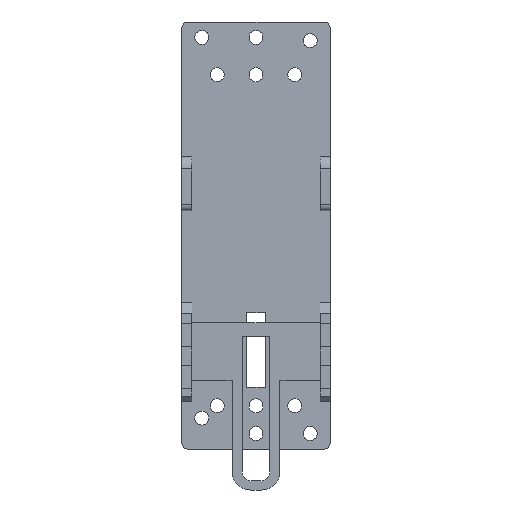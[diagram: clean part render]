
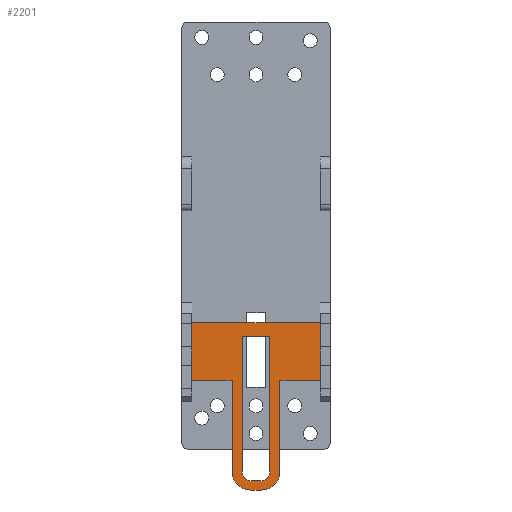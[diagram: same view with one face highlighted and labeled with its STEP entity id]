
A CAD part, front view. The second image highlights one B-rep face of the part: STEP entity #2201.
In plain terms, the highlighted planar face has unit normal (0, -1, 0).
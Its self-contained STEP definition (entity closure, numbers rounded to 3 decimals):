
#2135=AXIS2_PLACEMENT_3D('Plane Axis2P3D',#2132,#2133,#2134) ;
#2144=AXIS2_PLACEMENT_3D('Circle Axis2P3D',#2142,#2143,$) ;
#2149=AXIS2_PLACEMENT_3D('Circle Axis2P3D',#2147,#2148,$) ;
#2178=AXIS2_PLACEMENT_3D('Circle Axis2P3D',#2176,#2177,$) ;
#2183=AXIS2_PLACEMENT_3D('Circle Axis2P3D',#2181,#2182,$) ;
#57=CARTESIAN_POINT('Vertex',(-4.75,-3.,-45.25)) ;
#60=CARTESIAN_POINT('Line Origine',(-4.75,-3.,-60.)) ;
#64=CARTESIAN_POINT('Vertex',(-4.75,-3.,-74.75)) ;
#85=CARTESIAN_POINT('Line Origine',(1.75,-3.,-45.25)) ;
#89=CARTESIAN_POINT('Vertex',(8.25,-3.,-45.25)) ;
#905=CARTESIAN_POINT('Vertex',(-20.25,-3.,-74.75)) ;
#910=CARTESIAN_POINT('Line Origine',(-20.25,-3.,-60.)) ;
#914=CARTESIAN_POINT('Vertex',(-20.25,-3.,-45.25)) ;
#950=CARTESIAN_POINT('Vertex',(-33.25,-3.,-45.25)) ;
#958=CARTESIAN_POINT('Line Origine',(-26.75,-3.,-45.25)) ;
#1664=CARTESIAN_POINT('Vertex',(-17.,-3.,-31.)) ;
#1701=CARTESIAN_POINT('Vertex',(-8.,-3.,-31.)) ;
#1704=CARTESIAN_POINT('Line Origine',(-12.5,-3.,-31.)) ;
#1996=CARTESIAN_POINT('Vertex',(-14.25,-3.,-80.75)) ;
#2003=CARTESIAN_POINT('Vertex',(-10.75,-3.,-80.75)) ;
#2006=CARTESIAN_POINT('Line Origine',(-12.5,-3.,-80.75)) ;
#2027=CARTESIAN_POINT('Vertex',(-14.,-3.,-77.75)) ;
#2030=CARTESIAN_POINT('Line Origine',(-12.5,-3.,-77.75)) ;
#2034=CARTESIAN_POINT('Vertex',(-11.,-3.,-77.75)) ;
#2088=CARTESIAN_POINT('Vertex',(-33.25,-3.,-26.75)) ;
#2091=CARTESIAN_POINT('Line Origine',(-12.5,-3.,-26.75)) ;
#2095=CARTESIAN_POINT('Vertex',(8.25,-3.,-26.75)) ;
#2132=CARTESIAN_POINT('Axis2P3D Location',(0.,-3.,0.)) ;
#2137=CARTESIAN_POINT('Line Origine',(-33.25,-3.,-36.)) ;
#2142=CARTESIAN_POINT('Axis2P3D Location',(-14.25,-3.,-74.75)) ;
#2147=CARTESIAN_POINT('Axis2P3D Location',(-10.75,-3.,-74.75)) ;
#2152=CARTESIAN_POINT('Line Origine',(8.25,-3.,-36.)) ;
#2169=CARTESIAN_POINT('Line Origine',(-8.,-3.,-52.875)) ;
#2173=CARTESIAN_POINT('Vertex',(-8.,-3.,-74.75)) ;
#2176=CARTESIAN_POINT('Axis2P3D Location',(-11.,-3.,-74.75)) ;
#2181=CARTESIAN_POINT('Axis2P3D Location',(-14.,-3.,-74.75)) ;
#2185=CARTESIAN_POINT('Vertex',(-17.,-3.,-74.75)) ;
#2188=CARTESIAN_POINT('Line Origine',(-17.,-3.,-52.875)) ;
#61=DIRECTION('Vector Direction',(0.,0.,-1.)) ;
#86=DIRECTION('Vector Direction',(-1.,0.,0.)) ;
#911=DIRECTION('Vector Direction',(0.,0.,-1.)) ;
#959=DIRECTION('Vector Direction',(-1.,0.,0.)) ;
#1705=DIRECTION('Vector Direction',(1.,0.,0.)) ;
#2007=DIRECTION('Vector Direction',(-1.,0.,0.)) ;
#2031=DIRECTION('Vector Direction',(-1.,0.,0.)) ;
#2092=DIRECTION('Vector Direction',(1.,0.,0.)) ;
#2133=DIRECTION('Axis2P3D Direction',(0.,-1.,0.)) ;
#2134=DIRECTION('Axis2P3D XDirection',(1.,0.,0.)) ;
#2138=DIRECTION('Vector Direction',(0.,0.,1.)) ;
#2143=DIRECTION('Axis2P3D Direction',(0.,-1.,0.)) ;
#2148=DIRECTION('Axis2P3D Direction',(0.,-1.,0.)) ;
#2153=DIRECTION('Vector Direction',(0.,0.,1.)) ;
#2170=DIRECTION('Vector Direction',(0.,0.,1.)) ;
#2177=DIRECTION('Axis2P3D Direction',(0.,-1.,0.)) ;
#2182=DIRECTION('Axis2P3D Direction',(0.,-1.,0.)) ;
#2189=DIRECTION('Vector Direction',(0.,0.,1.)) ;
#62=VECTOR('Line Direction',#61,1.) ;
#87=VECTOR('Line Direction',#86,1.) ;
#912=VECTOR('Line Direction',#911,1.) ;
#960=VECTOR('Line Direction',#959,1.) ;
#1706=VECTOR('Line Direction',#1705,1.) ;
#2008=VECTOR('Line Direction',#2007,1.) ;
#2032=VECTOR('Line Direction',#2031,1.) ;
#2093=VECTOR('Line Direction',#2092,1.) ;
#2139=VECTOR('Line Direction',#2138,1.) ;
#2154=VECTOR('Line Direction',#2153,1.) ;
#2171=VECTOR('Line Direction',#2170,1.) ;
#2190=VECTOR('Line Direction',#2189,1.) ;
#2158=ORIENTED_EDGE('',*,*,#2097,.F.) ;
#2159=ORIENTED_EDGE('',*,*,#2141,.F.) ;
#2160=ORIENTED_EDGE('',*,*,#962,.F.) ;
#2161=ORIENTED_EDGE('',*,*,#916,.F.) ;
#2162=ORIENTED_EDGE('',*,*,#2146,.F.) ;
#2163=ORIENTED_EDGE('',*,*,#2010,.F.) ;
#2164=ORIENTED_EDGE('',*,*,#2151,.T.) ;
#2165=ORIENTED_EDGE('',*,*,#66,.T.) ;
#2166=ORIENTED_EDGE('',*,*,#91,.T.) ;
#2167=ORIENTED_EDGE('',*,*,#2156,.T.) ;
#2194=ORIENTED_EDGE('',*,*,#1708,.F.) ;
#2195=ORIENTED_EDGE('',*,*,#2175,.T.) ;
#2196=ORIENTED_EDGE('',*,*,#2180,.T.) ;
#2197=ORIENTED_EDGE('',*,*,#2036,.F.) ;
#2198=ORIENTED_EDGE('',*,*,#2187,.F.) ;
#2199=ORIENTED_EDGE('',*,*,#2192,.F.) ;
#2200=FACE_BOUND('',#2193,.T.) ;
#2201=ADVANCED_FACE('Staffa di fissaggio DIN Rail',(#2168,#2200),#2136,.T.) ;
#2145=CIRCLE('generated circle',#2144,6.) ;
#2150=CIRCLE('generated circle',#2149,6.) ;
#2179=CIRCLE('generated circle',#2178,3.) ;
#2184=CIRCLE('generated circle',#2183,3.) ;
#66=EDGE_CURVE('',#65,#58,#63,.F.) ;
#91=EDGE_CURVE('',#58,#90,#88,.F.) ;
#916=EDGE_CURVE('',#906,#915,#913,.F.) ;
#962=EDGE_CURVE('',#915,#951,#961,.T.) ;
#1708=EDGE_CURVE('',#1702,#1665,#1707,.F.) ;
#2010=EDGE_CURVE('',#2004,#1997,#2009,.T.) ;
#2036=EDGE_CURVE('',#2028,#2035,#2033,.F.) ;
#2097=EDGE_CURVE('',#2089,#2096,#2094,.T.) ;
#2141=EDGE_CURVE('',#951,#2089,#2140,.T.) ;
#2146=EDGE_CURVE('',#1997,#906,#2145,.F.) ;
#2151=EDGE_CURVE('',#2004,#65,#2150,.T.) ;
#2156=EDGE_CURVE('',#90,#2096,#2155,.T.) ;
#2175=EDGE_CURVE('',#1702,#2174,#2172,.F.) ;
#2180=EDGE_CURVE('',#2174,#2035,#2179,.F.) ;
#2187=EDGE_CURVE('',#2186,#2028,#2184,.T.) ;
#2192=EDGE_CURVE('',#1665,#2186,#2191,.F.) ;
#2157=EDGE_LOOP('',(#2158,#2159,#2160,#2161,#2162,#2163,#2164,#2165,#2166,#2167)) ;
#2193=EDGE_LOOP('',(#2194,#2195,#2196,#2197,#2198,#2199)) ;
#2168=FACE_OUTER_BOUND('',#2157,.T.) ;
#63=LINE('Line',#60,#62) ;
#88=LINE('Line',#85,#87) ;
#913=LINE('Line',#910,#912) ;
#961=LINE('Line',#958,#960) ;
#1707=LINE('Line',#1704,#1706) ;
#2009=LINE('Line',#2006,#2008) ;
#2033=LINE('Line',#2030,#2032) ;
#2094=LINE('Line',#2091,#2093) ;
#2140=LINE('Line',#2137,#2139) ;
#2155=LINE('Line',#2152,#2154) ;
#2172=LINE('Line',#2169,#2171) ;
#2191=LINE('Line',#2188,#2190) ;
#2136=PLANE('',#2135) ;
#58=VERTEX_POINT('',#57) ;
#65=VERTEX_POINT('',#64) ;
#90=VERTEX_POINT('',#89) ;
#906=VERTEX_POINT('',#905) ;
#915=VERTEX_POINT('',#914) ;
#951=VERTEX_POINT('',#950) ;
#1665=VERTEX_POINT('',#1664) ;
#1702=VERTEX_POINT('',#1701) ;
#1997=VERTEX_POINT('',#1996) ;
#2004=VERTEX_POINT('',#2003) ;
#2028=VERTEX_POINT('',#2027) ;
#2035=VERTEX_POINT('',#2034) ;
#2089=VERTEX_POINT('',#2088) ;
#2096=VERTEX_POINT('',#2095) ;
#2174=VERTEX_POINT('',#2173) ;
#2186=VERTEX_POINT('',#2185) ;
